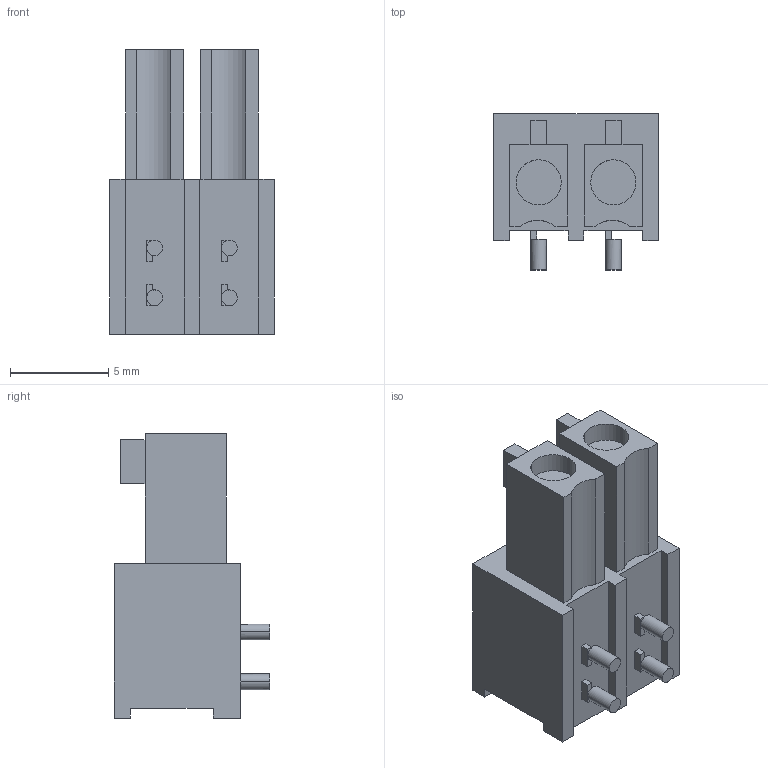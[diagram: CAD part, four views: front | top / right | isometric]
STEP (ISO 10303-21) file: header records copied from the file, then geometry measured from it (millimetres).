
FILE_DESCRIPTION(('CATIA V5 STEP Exchange','CAx-IF Rec.Pracs.--- Model Styling and Organization---1.2---2011-12-15'),'2;1');
FILE_NAME ('D1460847_0_1974750000_1974750000.stp','2016-12-07T15:20:52+00:00',('none'),('Weidmueller'),'CATIA Version 5-6 Release 2014','CATIA V5 STEP AP214','none');
FILE_SCHEMA(('AUTOMOTIVE_DESIGN { 1 0 10303 214 1 1 1 1 }'));
Length unit declared in the file: millimetre
Products named in the file (1): 1974750000_S
Bounding box: 8.41 x 7.95 x 14.5 mm (x, y, z)
Volume: 526.3 mm3; surface area: 629.4 mm2
Topology: 5 solids, 5 shells, 120 faces, 294 edges, 194 vertices
Faces by surface type: plane 102, cylinder 18
Entity records: 3284 total; most frequent: CARTESIAN_POINT 598, ORIENTED_EDGE 588, DIRECTION 444, EDGE_CURVE 294, VECTOR 246, LINE 246, VERTEX_POINT 194, EDGE_LOOP 130
